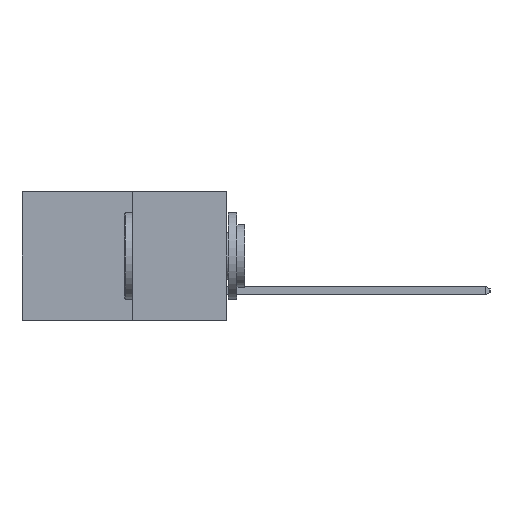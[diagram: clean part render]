
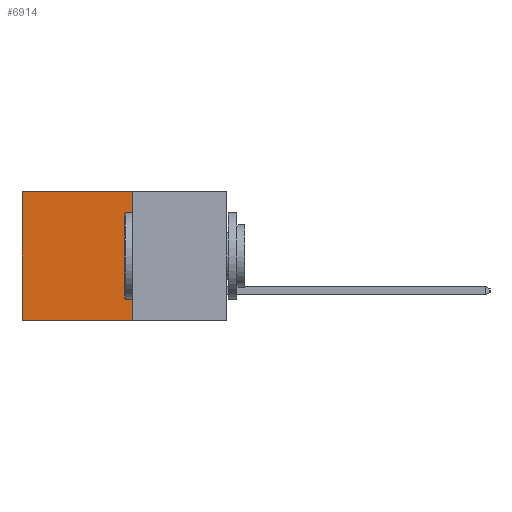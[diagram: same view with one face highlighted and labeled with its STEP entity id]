
A CAD part, left-side view. The second image highlights one B-rep face of the part: STEP entity #6914.
In plain terms, the highlighted planar face has unit normal (-1, 0, 0).
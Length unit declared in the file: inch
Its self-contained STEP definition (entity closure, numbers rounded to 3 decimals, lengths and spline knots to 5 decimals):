
#94 = EDGE_LOOP ( 'NONE', ( #2750, #2829, #2944, #3036 ) ) ;
#654 = VECTOR ( 'NONE', #8007, 39.37008 ) ;
#918 = LINE ( 'NONE', #2901, #654 ) ;
#1531 = VERTEX_POINT ( 'NONE', #6082 ) ;
#1649 = CARTESIAN_POINT ( 'NONE',  ( 0.277, 0.27, -0.37 ) ) ;
#2379 = CARTESIAN_POINT ( 'NONE',  ( 0.277, 0.59, 0. ) ) ;
#2610 = CARTESIAN_POINT ( 'NONE',  ( 0.277, 0.27, 0. ) ) ;
#2671 = VECTOR ( 'NONE', #10215, 39.37008 ) ;
#2750 = ORIENTED_EDGE ( 'NONE', *, *, #6875, .T. ) ;
#2829 = ORIENTED_EDGE ( 'NONE', *, *, #8346, .F. ) ;
#2880 = VECTOR ( 'NONE', #5345, 39.37008 ) ;
#2901 = CARTESIAN_POINT ( 'NONE',  ( 0.277, 0.27, -0.37 ) ) ;
#2944 = ORIENTED_EDGE ( 'NONE', *, *, #3090, .F. ) ;
#3036 = ORIENTED_EDGE ( 'NONE', *, *, #5532, .T. ) ;
#3090 = EDGE_CURVE ( 'NONE', #6009, #5314, #918, .T. ) ;
#3669 = CARTESIAN_POINT ( 'NONE',  ( 0.277, 0.27, 0. ) ) ;
#4673 = LINE ( 'NONE', #8354, #8572 ) ;
#5314 = VERTEX_POINT ( 'NONE', #1649 ) ;
#5345 = DIRECTION ( 'NONE',  ( 0., 1., 0. ) ) ;
#5382 = CARTESIAN_POINT ( 'NONE',  ( 0.277, 0.27, -0.37 ) ) ;
#5532 = EDGE_CURVE ( 'NONE', #6009, #7350, #8698, .T. ) ;
#6009 = VERTEX_POINT ( 'NONE', #2610 ) ;
#6082 = CARTESIAN_POINT ( 'NONE',  ( 0.277, 0.59, -0.37 ) ) ;
#6277 = FACE_OUTER_BOUND ( 'NONE', #94, .T. ) ;
#6875 = EDGE_CURVE ( 'NONE', #7350, #1531, #4673, .T. ) ;
#6884 = LINE ( 'NONE', #5382, #2880 ) ;
#6914 = ADVANCED_FACE ( 'NONE', ( #6277 ), #7690, .F. ) ;
#7350 = VERTEX_POINT ( 'NONE', #2379 ) ;
#7410 = DIRECTION ( 'NONE',  ( 0., 0., -1. ) ) ;
#7420 = DIRECTION ( 'NONE',  ( 1., 0., 0. ) ) ;
#7512 = CARTESIAN_POINT ( 'NONE',  ( 0.277, 0.27, -0.37 ) ) ;
#7690 = PLANE ( 'NONE',  #8310 ) ;
#8007 = DIRECTION ( 'NONE',  ( 0., 0., -1. ) ) ;
#8214 = DIRECTION ( 'NONE',  ( 0., 0., -1. ) ) ;
#8310 = AXIS2_PLACEMENT_3D ( 'NONE', #7512, #7420, #7410 ) ;
#8346 = EDGE_CURVE ( 'NONE', #5314, #1531, #6884, .T. ) ;
#8354 = CARTESIAN_POINT ( 'NONE',  ( 0.277, 0.59, -0.37 ) ) ;
#8572 = VECTOR ( 'NONE', #8214, 39.37008 ) ;
#8698 = LINE ( 'NONE', #3669, #2671 ) ;
#10215 = DIRECTION ( 'NONE',  ( 0., 1., 0. ) ) ;
